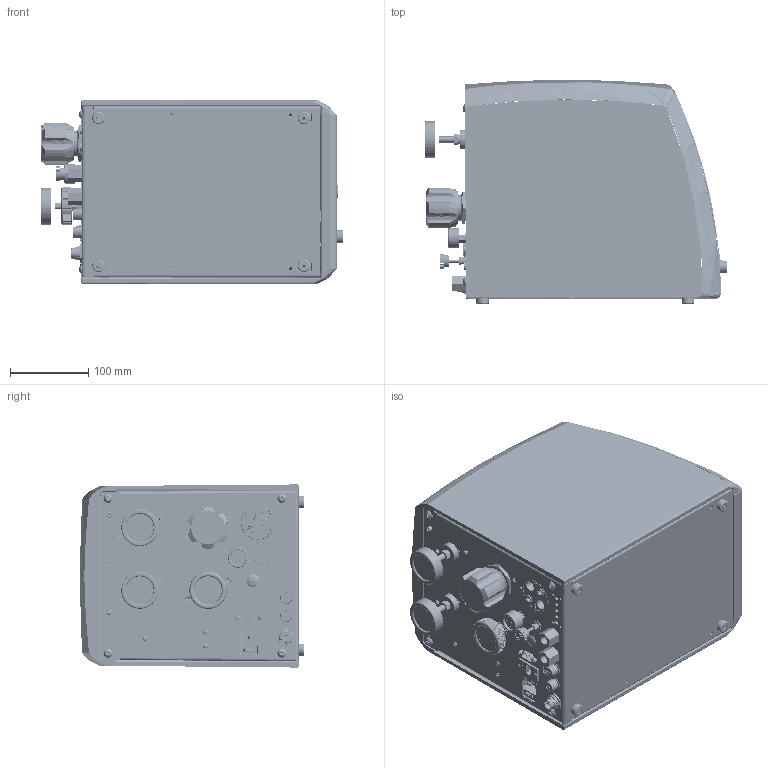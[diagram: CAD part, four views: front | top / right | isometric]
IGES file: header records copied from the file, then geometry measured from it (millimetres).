
Start section: SolidWorks IGES file using analytic representation for surfaces
Global section: file name: A12-538 (Charge Station Base Assembly) Test Fit.IGS; native system: SolidWorks 2011; preprocessor: SolidWorks 2011; author: tbeischel; date: 120321.110705; units: inch
Bounding box: 387.1 x 286.92 x 234.26 mm (x, y, z)
Surface area: 652789.6 mm2 (no closed solid volume)
Topology: 0 solids, 0 shells, 3081 faces, 41899 edges, 41882 vertices
Faces by surface type: bspline 2135, revolution 946
